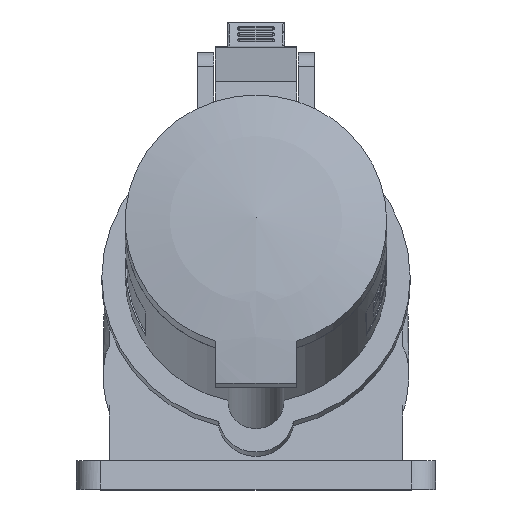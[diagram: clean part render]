
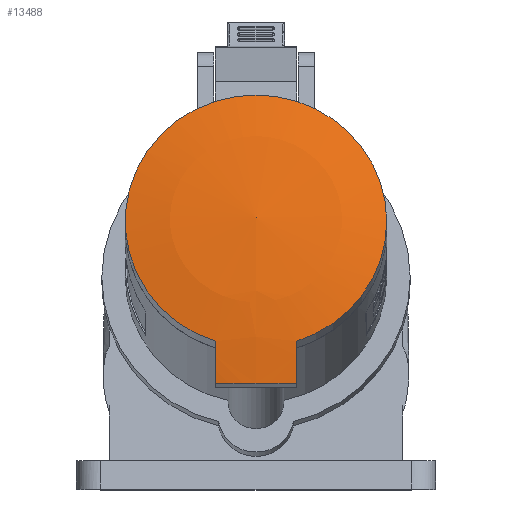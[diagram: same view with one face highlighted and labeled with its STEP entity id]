
A CAD part, top view. The second image highlights one B-rep face of the part: STEP entity #13488.
In plain terms, the highlighted spherical face has radius 150 mm.
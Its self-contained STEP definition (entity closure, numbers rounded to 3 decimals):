
#12 = CIRCLE ( 'NONE', #17644, 32.05 ) ;
#280 = VERTEX_POINT ( 'NONE', #7777 ) ;
#446 = VERTEX_POINT ( 'NONE', #15127 ) ;
#562 = DIRECTION ( 'NONE',  ( -1., 0., 0. ) ) ;
#643 = VERTEX_POINT ( 'NONE', #9612 ) ;
#755 = CARTESIAN_POINT ( 'NONE',  ( 37.776, -26.534, -51.962 ) ) ;
#1614 = CIRCLE ( 'NONE', #4038, 32.05 ) ;
#1782 = CARTESIAN_POINT ( 'NONE',  ( 27.776, -26.534, -51.962 ) ) ;
#2979 = DIRECTION ( 'NONE',  ( 0., -0.966, 0.259 ) ) ;
#4038 = AXIS2_PLACEMENT_3D ( 'NONE', #11177, #14722, #4890 ) ;
#4127 = DIRECTION ( 'NONE',  ( 0., 0.259, 0.966 ) ) ;
#4432 = CIRCLE ( 'NONE', #14790, 32.05 ) ;
#4468 = CIRCLE ( 'NONE', #16559, 149.666 ) ;
#4678 = CARTESIAN_POINT ( 'NONE',  ( 17.776, -26.534, -51.962 ) ) ;
#4797 = DIRECTION ( 'NONE',  ( 1., 0., 0. ) ) ;
#4890 = DIRECTION ( 'NONE',  ( 1., 0., 0. ) ) ;
#5075 = AXIS2_PLACEMENT_3D ( 'NONE', #12702, #13125, #4797 ) ;
#5107 = VERTEX_POINT ( 'NONE', #10805 ) ;
#5272 = DIRECTION ( 'NONE',  ( -1., 0., 0. ) ) ;
#5409 = CIRCLE ( 'NONE', #5075, 144.415 ) ;
#5491 = CARTESIAN_POINT ( 'NONE',  ( 27.776, 11.393, 89.58 ) ) ;
#5504 = DIRECTION ( 'NONE',  ( 1., 0., 0. ) ) ;
#5515 = EDGE_CURVE ( 'NONE', #446, #12484, #1614, .T. ) ;
#5568 = AXIS2_PLACEMENT_3D ( 'NONE', #4678, #16136, #21114 ) ;
#5822 = EDGE_CURVE ( 'NONE', #13510, #11178, #5409, .T. ) ;
#5823 = DIRECTION ( 'NONE',  ( 0., 0.966, -0.259 ) ) ;
#5944 = CARTESIAN_POINT ( 'NONE',  ( 27.776, 11.393, 89.58 ) ) ;
#6951 = AXIS2_PLACEMENT_3D ( 'NONE', #15597, #4127, #562 ) ;
#7398 = ORIENTED_EDGE ( 'NONE', *, *, #20465, .T. ) ;
#7467 = ORIENTED_EDGE ( 'NONE', *, *, #12392, .T. ) ;
#7777 = CARTESIAN_POINT ( 'NONE',  ( 17.776, -18.02, 97.461 ) ) ;
#8275 = FACE_OUTER_BOUND ( 'NONE', #15153, .T. ) ;
#9612 = CARTESIAN_POINT ( 'NONE',  ( 59.826, 11.393, 89.58 ) ) ;
#9661 = AXIS2_PLACEMENT_3D ( 'NONE', #1782, #11744, #2979 ) ;
#10805 = CARTESIAN_POINT ( 'NONE',  ( 37.776, -18.02, 97.461 ) ) ;
#11177 = CARTESIAN_POINT ( 'NONE',  ( 27.776, 11.393, 89.58 ) ) ;
#11178 = VERTEX_POINT ( 'NONE', #19557 ) ;
#11744 = DIRECTION ( 'NONE',  ( 0., -0.259, -0.966 ) ) ;
#12061 = CARTESIAN_POINT ( 'NONE',  ( 37.776, -28.414, 97.692 ) ) ;
#12254 = ORIENTED_EDGE ( 'NONE', *, *, #18460, .F. ) ;
#12392 = EDGE_CURVE ( 'NONE', #5107, #643, #4432, .T. ) ;
#12484 = VERTEX_POINT ( 'NONE', #19668 ) ;
#12702 = CARTESIAN_POINT ( 'NONE',  ( 27.776, -65.702, -41.467 ) ) ;
#13125 = DIRECTION ( 'NONE',  ( 0., -0.966, 0.259 ) ) ;
#13488 = ADVANCED_FACE ( 'NONE', ( #8275 ), #16595, .T. ) ;
#13510 = VERTEX_POINT ( 'NONE', #12061 ) ;
#13517 = ORIENTED_EDGE ( 'NONE', *, *, #15993, .T. ) ;
#14722 = DIRECTION ( 'NONE',  ( 0., -0.259, -0.966 ) ) ;
#14790 = AXIS2_PLACEMENT_3D ( 'NONE', #5944, #16090, #19132 ) ;
#15127 = CARTESIAN_POINT ( 'NONE',  ( 17.776, 40.805, 81.699 ) ) ;
#15153 = EDGE_LOOP ( 'NONE', ( #7467, #13517, #15174, #7398, #18185, #17897, #12254 ) ) ;
#15174 = ORIENTED_EDGE ( 'NONE', *, *, #5515, .F. ) ;
#15588 = CIRCLE ( 'NONE', #5568, 149.666 ) ;
#15597 = CARTESIAN_POINT ( 'NONE',  ( 27.776, 11.393, 89.58 ) ) ;
#15616 = EDGE_CURVE ( 'NONE', #11178, #280, #15588, .T. ) ;
#15993 = EDGE_CURVE ( 'NONE', #643, #12484, #17683, .T. ) ;
#16090 = DIRECTION ( 'NONE',  ( 0., 0.259, 0.966 ) ) ;
#16136 = DIRECTION ( 'NONE',  ( -1., 0., 0. ) ) ;
#16559 = AXIS2_PLACEMENT_3D ( 'NONE', #755, #5504, #5823 ) ;
#16595 = SPHERICAL_SURFACE ( 'NONE', #9661, 150. ) ;
#16734 = DIRECTION ( 'NONE',  ( 0., 0.259, 0.966 ) ) ;
#17644 = AXIS2_PLACEMENT_3D ( 'NONE', #5491, #16734, #5272 ) ;
#17683 = CIRCLE ( 'NONE', #6951, 32.05 ) ;
#17897 = ORIENTED_EDGE ( 'NONE', *, *, #5822, .F. ) ;
#18185 = ORIENTED_EDGE ( 'NONE', *, *, #15616, .F. ) ;
#18460 = EDGE_CURVE ( 'NONE', #5107, #13510, #4468, .T. ) ;
#19132 = DIRECTION ( 'NONE',  ( -1., 0., 0. ) ) ;
#19557 = CARTESIAN_POINT ( 'NONE',  ( 17.776, -28.414, 97.692 ) ) ;
#19668 = CARTESIAN_POINT ( 'NONE',  ( 37.776, 40.805, 81.699 ) ) ;
#20465 = EDGE_CURVE ( 'NONE', #446, #280, #12, .T. ) ;
#21114 = DIRECTION ( 'NONE',  ( 0., -0.966, 0.259 ) ) ;
